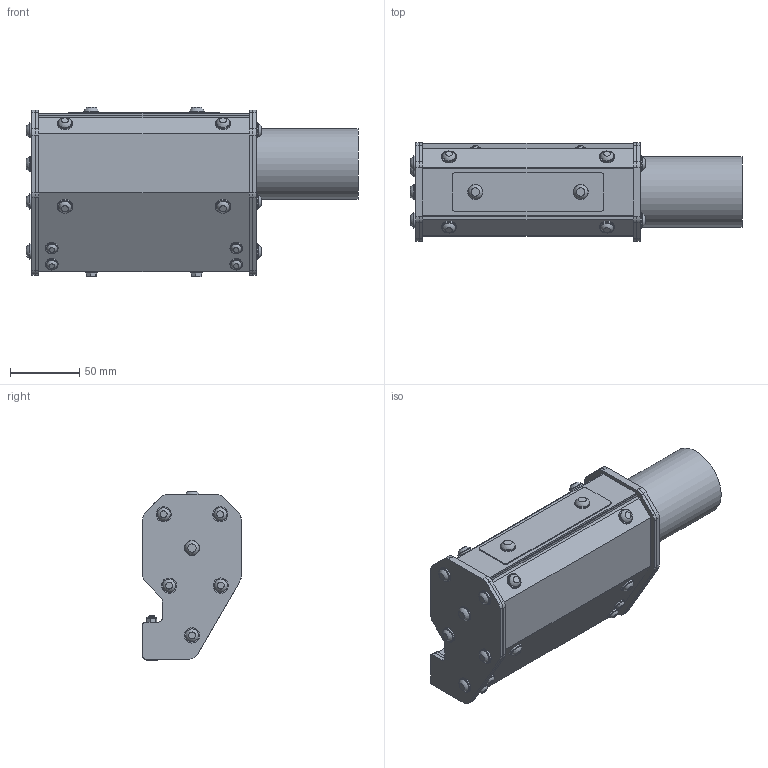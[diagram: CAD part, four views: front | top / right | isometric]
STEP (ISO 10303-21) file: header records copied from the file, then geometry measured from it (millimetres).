
FILE_DESCRIPTION(/* description */ (''),/* implementation_level */ '2;1');
FILE_NAME(/* name */ 'MA2Axxxxxx006.stp',/* time_stamp */ '2018-02-06T09:34:17-05:00',/* author */ ('James'),/* organization */ (''),/* preprocessor_version */ 'ST-DEVELOPER v16.5',/* originating_system */ 'Autodesk Inventor 2017',/* authorisation */ '');
FILE_SCHEMA (('AUTOMOTIVE_DESIGN { 1 0 10303 214 3 1 1 }'));
Length unit declared in the file: inch
Products named in the file (1): MA2Axxxxxx006
Bounding box: 240.14 x 71.12 x 122.73 mm (x, y, z)
Volume: 1111641.7 mm3; surface area: 86447.7 mm2
Topology: 1 solids, 1 shells, 348 faces, 792 edges, 531 vertices
Faces by surface type: plane 165, cylinder 114, cone 38, sphere 25, bspline 4, torus 2
Full cylindrical faces by diameter (mm): 7.6 x4, 9 x8, 9.5 x18, 10.5 x3, 11 x21, 50.8 x1
Entity records: 13971 total; most frequent: CARTESIAN_POINT 6321, DIRECTION 1594, ORIENTED_EDGE 1394, EDGE_CURVE 697, AXIS2_PLACEMENT_3D 644, VERTEX_POINT 495, EDGE_LOOP 492, FACE_OUTER_BOUND 348
